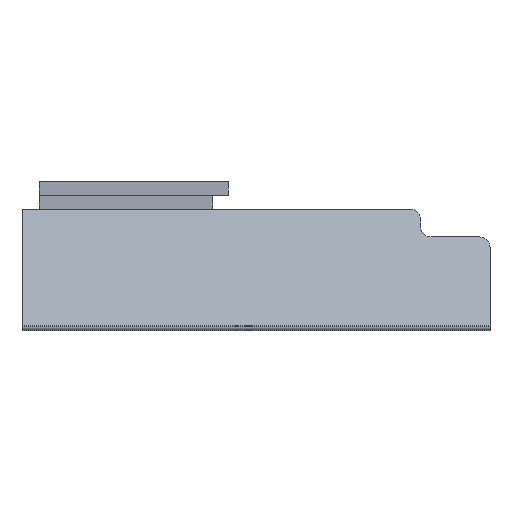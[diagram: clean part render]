
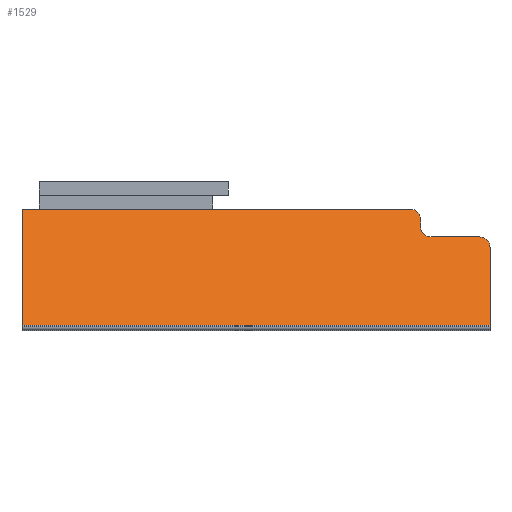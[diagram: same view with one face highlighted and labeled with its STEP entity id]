
A CAD part, top view. The second image highlights one B-rep face of the part: STEP entity #1529.
In plain terms, the highlighted planar face has unit normal (0, 0.5, 0.866).
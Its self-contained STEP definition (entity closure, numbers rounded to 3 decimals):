
#23 = CARTESIAN_POINT ( 'NONE',  ( -80., 24., -13.856 ) ) ;
#30 = ORIENTED_EDGE ( 'NONE', *, *, #289, .T. ) ;
#57 = CARTESIAN_POINT ( 'NONE',  ( -100., 33.757, -19.49 ) ) ;
#64 = CARTESIAN_POINT ( 'NONE',  ( -215., 1.5, -0.866 ) ) ;
#108 = VERTEX_POINT ( 'NONE', #295 ) ;
#112 = ORIENTED_EDGE ( 'NONE', *, *, #1305, .F. ) ;
#163 = LINE ( 'NONE', #568, #1316 ) ;
#274 = VERTEX_POINT ( 'NONE', #752 ) ;
#289 = EDGE_CURVE ( 'NONE', #108, #1718, #1032, .T. ) ;
#295 = CARTESIAN_POINT ( 'NONE',  ( -215., 35., -20.207 ) ) ;
#299 = ORIENTED_EDGE ( 'NONE', *, *, #844, .T. ) ;
#351 = CARTESIAN_POINT ( 'NONE',  ( 50., 27., -15.588 ) ) ;
#441 =( BOUNDED_CURVE ( )  B_SPLINE_CURVE ( 3, ( #1539, #57, #739, #720 ),
 .UNSPECIFIED., .F., .T. ) 
 B_SPLINE_CURVE_WITH_KNOTS ( ( 4, 4 ),
 ( 1.571, 3.142 ),
 .UNSPECIFIED. ) 
 CURVE ( )  GEOMETRIC_REPRESENTATION_ITEM ( )  RATIONAL_B_SPLINE_CURVE ( ( 1., 0.805, 0.805, 1. ) ) 
 REPRESENTATION_ITEM ( '' )  );
#445 = VECTOR ( 'NONE', #1409, 1000. ) ;
#460 = VECTOR ( 'NONE', #1406, 1000. ) ;
#462 = CARTESIAN_POINT ( 'NONE',  ( -80., 0., 0. ) ) ;
#483 =( BOUNDED_CURVE ( )  B_SPLINE_CURVE ( 3, ( #23, #713, #977, #1363 ),
 .UNSPECIFIED., .F., .F. ) 
 B_SPLINE_CURVE_WITH_KNOTS ( ( 4, 4 ),
 ( 1.571, 3.142 ),
 .UNSPECIFIED. ) 
 CURVE ( )  GEOMETRIC_REPRESENTATION_ITEM ( )  RATIONAL_B_SPLINE_CURVE ( ( 1., 0.805, 0.805, 1. ) ) 
 REPRESENTATION_ITEM ( '' )  );
#514 = VERTEX_POINT ( 'NONE', #1042 ) ;
#557 = VECTOR ( 'NONE', #1281, 1000. ) ;
#568 = CARTESIAN_POINT ( 'NONE',  ( 50., 35., -20.207 ) ) ;
#569 = CARTESIAN_POINT ( 'NONE',  ( -100., 0., 0. ) ) ;
#582 = EDGE_CURVE ( 'NONE', #1131, #274, #483, .T. ) ;
#659 = CARTESIAN_POINT ( 'NONE',  ( -100., 32., -18.475 ) ) ;
#713 = CARTESIAN_POINT ( 'NONE',  ( -80., 25.757, -14.871 ) ) ;
#720 = CARTESIAN_POINT ( 'NONE',  ( -103., 35., -20.207 ) ) ;
#738 = VERTEX_POINT ( 'NONE', #985 ) ;
#739 = CARTESIAN_POINT ( 'NONE',  ( -101.243, 35., -20.207 ) ) ;
#752 = CARTESIAN_POINT ( 'NONE',  ( -83., 27., -15.588 ) ) ;
#764 = EDGE_LOOP ( 'NONE', ( #299, #1292, #1103, #1576, #112, #1721, #1603, #30, #1747 ) ) ;
#780 = DIRECTION ( 'NONE',  ( 0., 0.5, 0.866 ) ) ;
#840 = VERTEX_POINT ( 'NONE', #870 ) ;
#844 = EDGE_CURVE ( 'NONE', #738, #1131, #1008, .T. ) ;
#863 = AXIS2_PLACEMENT_3D ( 'NONE', #1729, #780, #1604 ) ;
#869 = EDGE_CURVE ( 'NONE', #1518, #840, #441, .T. ) ;
#870 = CARTESIAN_POINT ( 'NONE',  ( -103., 35., -20.207 ) ) ;
#873 = LINE ( 'NONE', #351, #445 ) ;
#897 = VERTEX_POINT ( 'NONE', #1138 ) ;
#977 = CARTESIAN_POINT ( 'NONE',  ( -81.243, 27., -15.588 ) ) ;
#981 = VECTOR ( 'NONE', #1676, 1000. ) ;
#985 = CARTESIAN_POINT ( 'NONE',  ( -80., 1.5, -0.866 ) ) ;
#1008 = LINE ( 'NONE', #462, #460 ) ;
#1022 = CARTESIAN_POINT ( 'NONE',  ( 50., 1.5, -0.866 ) ) ;
#1032 = LINE ( 'NONE', #1683, #557 ) ;
#1042 = CARTESIAN_POINT ( 'NONE',  ( -100., 30., -17.321 ) ) ;
#1056 = EDGE_CURVE ( 'NONE', #897, #514, #1503, .T. ) ;
#1071 = FACE_OUTER_BOUND ( 'NONE', #764, .T. ) ;
#1103 = ORIENTED_EDGE ( 'NONE', *, *, #1438, .F. ) ;
#1108 = DIRECTION ( 'NONE',  ( 0., -0.866, 0.5 ) ) ;
#1113 = DIRECTION ( 'NONE',  ( -1., 0., 0. ) ) ;
#1131 = VERTEX_POINT ( 'NONE', #1450 ) ;
#1138 = CARTESIAN_POINT ( 'NONE',  ( -97., 27., -15.588 ) ) ;
#1164 = CARTESIAN_POINT ( 'NONE',  ( -100., 28.243, -16.306 ) ) ;
#1191 = PLANE ( 'NONE',  #863 ) ;
#1196 = EDGE_CURVE ( 'NONE', #840, #108, #163, .T. ) ;
#1281 = DIRECTION ( 'NONE',  ( 0., -0.866, 0.5 ) ) ;
#1292 = ORIENTED_EDGE ( 'NONE', *, *, #582, .T. ) ;
#1294 = CARTESIAN_POINT ( 'NONE',  ( -97., 27., -15.588 ) ) ;
#1303 = CARTESIAN_POINT ( 'NONE',  ( -98.757, 27., -15.588 ) ) ;
#1305 = EDGE_CURVE ( 'NONE', #1518, #514, #1654, .T. ) ;
#1316 = VECTOR ( 'NONE', #1113, 1000. ) ;
#1363 = CARTESIAN_POINT ( 'NONE',  ( -83., 27., -15.588 ) ) ;
#1375 = VECTOR ( 'NONE', #1108, 1000. ) ;
#1406 = DIRECTION ( 'NONE',  ( 0., 0.866, -0.5 ) ) ;
#1409 = DIRECTION ( 'NONE',  ( 1., 0., 0. ) ) ;
#1438 = EDGE_CURVE ( 'NONE', #897, #274, #873, .T. ) ;
#1450 = CARTESIAN_POINT ( 'NONE',  ( -80., 24., -13.856 ) ) ;
#1503 =( BOUNDED_CURVE ( )  B_SPLINE_CURVE ( 3, ( #1294, #1303, #1164, #1567 ),
 .UNSPECIFIED., .F., .T. ) 
 B_SPLINE_CURVE_WITH_KNOTS ( ( 4, 4 ),
 ( 0., 1.571 ),
 .UNSPECIFIED. ) 
 CURVE ( )  GEOMETRIC_REPRESENTATION_ITEM ( )  RATIONAL_B_SPLINE_CURVE ( ( 1., 0.805, 0.805, 1. ) ) 
 REPRESENTATION_ITEM ( '' )  );
#1518 = VERTEX_POINT ( 'NONE', #659 ) ;
#1525 = LINE ( 'NONE', #1022, #981 ) ;
#1529 = ADVANCED_FACE ( 'NONE', ( #1071 ), #1191, .T. ) ;
#1539 = CARTESIAN_POINT ( 'NONE',  ( -100., 32., -18.475 ) ) ;
#1567 = CARTESIAN_POINT ( 'NONE',  ( -100., 30., -17.321 ) ) ;
#1576 = ORIENTED_EDGE ( 'NONE', *, *, #1056, .T. ) ;
#1603 = ORIENTED_EDGE ( 'NONE', *, *, #1196, .T. ) ;
#1604 = DIRECTION ( 'NONE',  ( 0., -0.866, 0.5 ) ) ;
#1654 = LINE ( 'NONE', #569, #1375 ) ;
#1676 = DIRECTION ( 'NONE',  ( 1., 0., 0. ) ) ;
#1683 = CARTESIAN_POINT ( 'NONE',  ( -215., 0., 0. ) ) ;
#1718 = VERTEX_POINT ( 'NONE', #64 ) ;
#1721 = ORIENTED_EDGE ( 'NONE', *, *, #869, .T. ) ;
#1729 = CARTESIAN_POINT ( 'NONE',  ( 50., 0., 0. ) ) ;
#1745 = EDGE_CURVE ( 'NONE', #1718, #738, #1525, .T. ) ;
#1747 = ORIENTED_EDGE ( 'NONE', *, *, #1745, .T. ) ;
